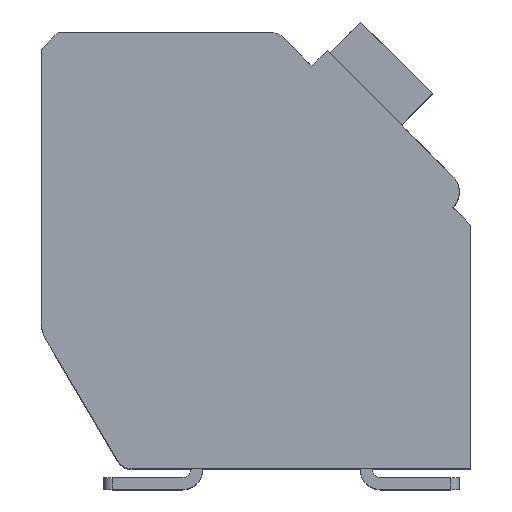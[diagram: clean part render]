
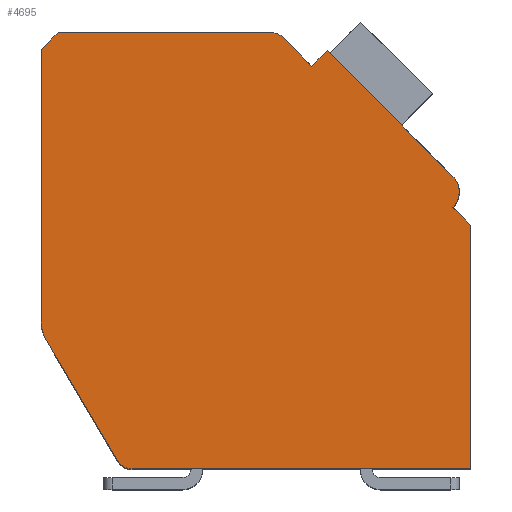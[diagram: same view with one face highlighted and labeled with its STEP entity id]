
A CAD part, top view. The second image highlights one B-rep face of the part: STEP entity #4695.
In plain terms, the highlighted planar face has unit normal (0, 0, 1).
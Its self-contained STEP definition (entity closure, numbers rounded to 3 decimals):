
#155=DIRECTION('',(0.,-1.,0.));
#156=VECTOR('',#155,8.053);
#157=CARTESIAN_POINT('',(-12.7,12.4,2.1));
#158=LINE('',#157,#156);
#159=DIRECTION('',(-0.707,-0.707,0.));
#160=VECTOR('',#159,0.707);
#161=CARTESIAN_POINT('',(-12.2,12.9,2.1));
#162=LINE('',#161,#160);
#163=DIRECTION('',(-1.,0.,0.));
#164=VECTOR('',#163,6.298);
#165=CARTESIAN_POINT('',(-5.902,12.9,2.1));
#166=LINE('',#165,#164);
#167=CARTESIAN_POINT('',(-5.902,12.4,2.1));
#168=DIRECTION('',(0.,0.,1.));
#169=DIRECTION('',(0.707,0.707,0.));
#170=AXIS2_PLACEMENT_3D('',#167,#168,#169);
#172=DIRECTION('',(-0.707,0.707,0.));
#173=VECTOR('',#172,1.197);
#174=CARTESIAN_POINT('',(-4.702,11.907,2.1));
#175=LINE('',#174,#173);
#176=DIRECTION('',(-0.707,-0.707,0.));
#177=VECTOR('',#176,0.65);
#178=CARTESIAN_POINT('',(-4.243,12.367,2.1));
#179=LINE('',#178,#177);
#180=DIRECTION('',(-0.707,0.707,0.));
#181=VECTOR('',#180,5.25);
#182=CARTESIAN_POINT('',(-0.53,8.655,2.1));
#183=LINE('',#182,#181);
#184=CARTESIAN_POINT('',(-0.99,8.195,2.1));
#185=DIRECTION('',(0.,0.,1.));
#186=DIRECTION('',(0.707,-0.707,0.));
#187=AXIS2_PLACEMENT_3D('',#184,#185,#186);
#189=DIRECTION('',(-0.707,0.707,0.));
#190=VECTOR('',#189,0.75);
#191=CARTESIAN_POINT('',(0.,7.205,2.1));
#192=LINE('',#191,#190);
#193=DIRECTION('',(0.,1.,0.));
#194=VECTOR('',#193,7.205);
#195=CARTESIAN_POINT('',(0.,0.,2.1));
#196=LINE('',#195,#194);
#197=DIRECTION('',(1.,0.,0.));
#198=VECTOR('',#197,10.014);
#199=CARTESIAN_POINT('',(-10.014,0.,2.1));
#200=LINE('',#199,#198);
#201=CARTESIAN_POINT('',(-10.014,0.5,2.1));
#202=DIRECTION('',(0.,0.,1.));
#203=DIRECTION('',(-0.862,-0.508,0.));
#204=AXIS2_PLACEMENT_3D('',#201,#202,#203);
#206=DIRECTION('',(0.508,-0.862,0.));
#207=VECTOR('',#206,4.17);
#208=CARTESIAN_POINT('',(-12.562,3.839,2.1));
#209=LINE('',#208,#207);
#210=CARTESIAN_POINT('',(-11.7,4.347,2.1));
#211=DIRECTION('',(0.,0.,1.));
#212=DIRECTION('',(-1.,0.,0.));
#213=AXIS2_PLACEMENT_3D('',#210,#211,#212);
#3491=CARTESIAN_POINT('',(-12.7,12.4,2.1));
#3492=CARTESIAN_POINT('',(-12.7,4.347,2.1));
#3493=VERTEX_POINT('',#3491);
#3494=VERTEX_POINT('',#3492);
#3495=CARTESIAN_POINT('',(-12.562,3.839,2.1));
#3496=VERTEX_POINT('',#3495);
#3497=CARTESIAN_POINT('',(-10.445,0.246,2.1));
#3498=VERTEX_POINT('',#3497);
#3499=CARTESIAN_POINT('',(-10.014,0.,2.1));
#3500=VERTEX_POINT('',#3499);
#3501=CARTESIAN_POINT('',(0.,0.,2.1));
#3502=VERTEX_POINT('',#3501);
#3503=CARTESIAN_POINT('',(0.,7.205,2.1));
#3504=VERTEX_POINT('',#3503);
#3505=CARTESIAN_POINT('',(-0.53,7.735,2.1));
#3506=VERTEX_POINT('',#3505);
#3507=CARTESIAN_POINT('',(-0.53,8.655,2.1));
#3508=VERTEX_POINT('',#3507);
#3509=CARTESIAN_POINT('',(-4.243,12.367,2.1));
#3510=VERTEX_POINT('',#3509);
#3511=CARTESIAN_POINT('',(-4.702,11.907,2.1));
#3512=VERTEX_POINT('',#3511);
#3513=CARTESIAN_POINT('',(-5.548,12.754,2.1));
#3514=VERTEX_POINT('',#3513);
#3515=CARTESIAN_POINT('',(-5.902,12.9,2.1));
#3516=VERTEX_POINT('',#3515);
#3517=CARTESIAN_POINT('',(-12.2,12.9,2.1));
#3518=VERTEX_POINT('',#3517);
#4662=CARTESIAN_POINT('',(0.,0.,2.1));
#4663=DIRECTION('',(0.,0.,1.));
#4664=DIRECTION('',(1.,0.,0.));
#4665=AXIS2_PLACEMENT_3D('',#4662,#4663,#4664);
#4666=PLANE('',#4665);
#4667=ORIENTED_EDGE('',*,*,#4553,.F.);
#4669=ORIENTED_EDGE('',*,*,#4668,.F.);
#4671=ORIENTED_EDGE('',*,*,#4670,.F.);
#4673=ORIENTED_EDGE('',*,*,#4672,.F.);
#4675=ORIENTED_EDGE('',*,*,#4674,.F.);
#4677=ORIENTED_EDGE('',*,*,#4676,.F.);
#4679=ORIENTED_EDGE('',*,*,#4678,.F.);
#4681=ORIENTED_EDGE('',*,*,#4680,.F.);
#4683=ORIENTED_EDGE('',*,*,#4682,.F.);
#4685=ORIENTED_EDGE('',*,*,#4684,.F.);
#4687=ORIENTED_EDGE('',*,*,#4686,.F.);
#4689=ORIENTED_EDGE('',*,*,#4688,.F.);
#4691=ORIENTED_EDGE('',*,*,#4690,.F.);
#4692=ORIENTED_EDGE('',*,*,#4610,.F.);
#4693=EDGE_LOOP('',(#4667,#4669,#4671,#4673,#4675,#4677,#4679,#4681,#4683,#4685,
#4687,#4689,#4691,#4692));
#4694=FACE_OUTER_BOUND('',#4693,.F.);
#171=CIRCLE('',#170,0.5);
#188=CIRCLE('',#187,0.65);
#205=CIRCLE('',#204,0.5);
#214=CIRCLE('',#213,1.);
#4553=EDGE_CURVE('',#3493,#3494,#158,.T.);
#4610=EDGE_CURVE('',#3494,#3496,#214,.T.);
#4668=EDGE_CURVE('',#3518,#3493,#162,.T.);
#4670=EDGE_CURVE('',#3516,#3518,#166,.T.);
#4672=EDGE_CURVE('',#3514,#3516,#171,.T.);
#4674=EDGE_CURVE('',#3512,#3514,#175,.T.);
#4676=EDGE_CURVE('',#3510,#3512,#179,.T.);
#4678=EDGE_CURVE('',#3508,#3510,#183,.T.);
#4680=EDGE_CURVE('',#3506,#3508,#188,.T.);
#4682=EDGE_CURVE('',#3504,#3506,#192,.T.);
#4684=EDGE_CURVE('',#3502,#3504,#196,.T.);
#4686=EDGE_CURVE('',#3500,#3502,#200,.T.);
#4688=EDGE_CURVE('',#3498,#3500,#205,.T.);
#4690=EDGE_CURVE('',#3496,#3498,#209,.T.);
#4695=ADVANCED_FACE('',(#4694),#4666,.T.);
